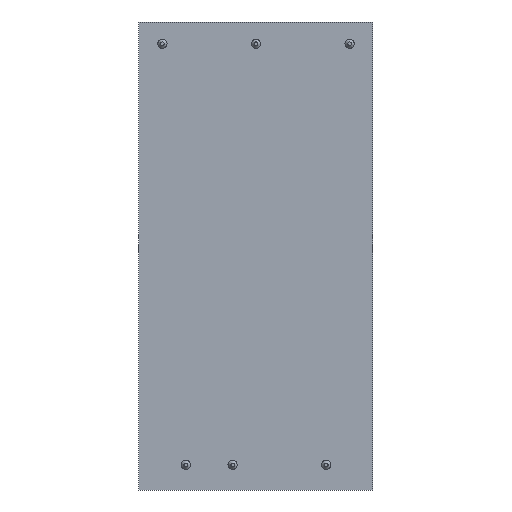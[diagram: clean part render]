
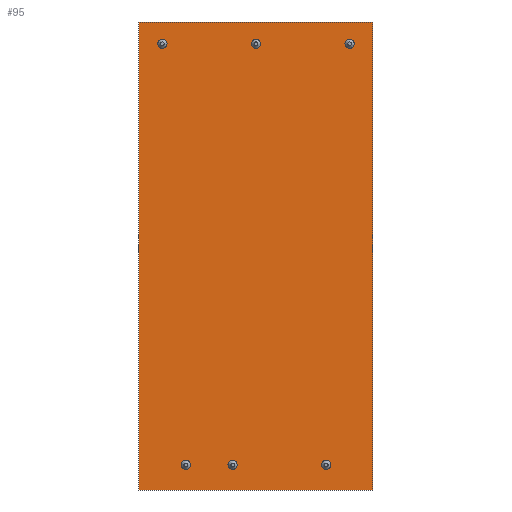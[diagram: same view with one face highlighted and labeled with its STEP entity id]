
A CAD part, front view. The second image highlights one B-rep face of the part: STEP entity #95.
In plain terms, the highlighted planar face has unit normal (0, -1, 0).
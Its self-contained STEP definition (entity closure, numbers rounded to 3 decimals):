
#95 = ADVANCED_FACE( '', ( #215, #216, #217, #218, #219, #220, #221 ), #222, .F. );
#215 = FACE_BOUND( '', #592, .T. );
#216 = FACE_BOUND( '', #593, .T. );
#217 = FACE_BOUND( '', #594, .T. );
#218 = FACE_OUTER_BOUND( '', #595, .T. );
#219 = FACE_BOUND( '', #596, .T. );
#220 = FACE_BOUND( '', #597, .T. );
#221 = FACE_BOUND( '', #598, .T. );
#222 = PLANE( '', #599 );
#592 = EDGE_LOOP( '', ( #1006 ) );
#593 = EDGE_LOOP( '', ( #1007 ) );
#594 = EDGE_LOOP( '', ( #1008 ) );
#595 = EDGE_LOOP( '', ( #1009, #1010, #1011, #1012 ) );
#596 = EDGE_LOOP( '', ( #1013 ) );
#597 = EDGE_LOOP( '', ( #1014 ) );
#598 = EDGE_LOOP( '', ( #1015 ) );
#599 = AXIS2_PLACEMENT_3D( '', #1016, #1017, #1018 );
#1006 = ORIENTED_EDGE( '', *, *, #1241, .F. );
#1007 = ORIENTED_EDGE( '', *, *, #1243, .F. );
#1008 = ORIENTED_EDGE( '', *, *, #1244, .F. );
#1009 = ORIENTED_EDGE( '', *, *, #1245, .F. );
#1010 = ORIENTED_EDGE( '', *, *, #1246, .F. );
#1011 = ORIENTED_EDGE( '', *, *, #1247, .F. );
#1012 = ORIENTED_EDGE( '', *, *, #1248, .F. );
#1013 = ORIENTED_EDGE( '', *, *, #1249, .F. );
#1014 = ORIENTED_EDGE( '', *, *, #1220, .F. );
#1015 = ORIENTED_EDGE( '', *, *, #1239, .F. );
#1016 = CARTESIAN_POINT( '', ( -12.7, 0., 25.4 ) );
#1017 = DIRECTION( '', ( 0., 1., 0. ) );
#1018 = DIRECTION( '', ( 0., 0., 1. ) );
#1220 = EDGE_CURVE( '', #1342, #1342, #1343, .F. );
#1239 = EDGE_CURVE( '', #1372, #1372, #1373, .F. );
#1241 = EDGE_CURVE( '', #1375, #1375, #1376, .F. );
#1243 = EDGE_CURVE( '', #1378, #1378, #1379, .F. );
#1244 = EDGE_CURVE( '', #1380, #1380, #1381, .F. );
#1245 = EDGE_CURVE( '', #1382, #1383, #1384, .T. );
#1246 = EDGE_CURVE( '', #1385, #1382, #1386, .T. );
#1247 = EDGE_CURVE( '', #1387, #1385, #1388, .T. );
#1248 = EDGE_CURVE( '', #1383, #1387, #1389, .T. );
#1249 = EDGE_CURVE( '', #1390, #1390, #1391, .F. );
#1342 = VERTEX_POINT( '', #1503 );
#1343 = CIRCLE( '', #1504, 0.5 );
#1372 = VERTEX_POINT( '', #1537 );
#1373 = CIRCLE( '', #1538, 0.5 );
#1375 = VERTEX_POINT( '', #1540 );
#1376 = CIRCLE( '', #1541, 0.5 );
#1378 = VERTEX_POINT( '', #1543 );
#1379 = CIRCLE( '', #1544, 0.5 );
#1380 = VERTEX_POINT( '', #1545 );
#1381 = CIRCLE( '', #1546, 0.5 );
#1382 = VERTEX_POINT( '', #1547 );
#1383 = VERTEX_POINT( '', #1548 );
#1384 = LINE( '', #1549, #1550 );
#1385 = VERTEX_POINT( '', #1551 );
#1386 = LINE( '', #1552, #1553 );
#1387 = VERTEX_POINT( '', #1554 );
#1388 = LINE( '', #1555, #1556 );
#1389 = LINE( '', #1557, #1558 );
#1390 = VERTEX_POINT( '', #1559 );
#1391 = CIRCLE( '', #1560, 0.5 );
#1503 = CARTESIAN_POINT( '', ( 7.62, 0., -22.18 ) );
#1504 = AXIS2_PLACEMENT_3D( '', #1678, #1679, #1680 );
#1537 = CARTESIAN_POINT( '', ( -7.62, 0., -22.18 ) );
#1538 = AXIS2_PLACEMENT_3D( '', #1706, #1707, #1708 );
#1540 = CARTESIAN_POINT( '', ( -2.54, 0., -22.18 ) );
#1541 = AXIS2_PLACEMENT_3D( '', #1709, #1710, #1711 );
#1543 = CARTESIAN_POINT( '', ( 10.16, 0., 23.54 ) );
#1544 = AXIS2_PLACEMENT_3D( '', #1712, #1713, #1714 );
#1545 = CARTESIAN_POINT( '', ( -10.16, 0., 23.54 ) );
#1546 = AXIS2_PLACEMENT_3D( '', #1715, #1716, #1717 );
#1547 = CARTESIAN_POINT( '', ( -12.7, 0., -25.4 ) );
#1548 = CARTESIAN_POINT( '', ( -12.7, 0., 25.4 ) );
#1549 = CARTESIAN_POINT( '', ( -12.7, 0., -25.4 ) );
#1550 = VECTOR( '', #1718, 1000. );
#1551 = CARTESIAN_POINT( '', ( 12.7, 0., -25.4 ) );
#1552 = CARTESIAN_POINT( '', ( -12.7, 0., -25.4 ) );
#1553 = VECTOR( '', #1719, 1000. );
#1554 = CARTESIAN_POINT( '', ( 12.7, 0., 25.4 ) );
#1555 = CARTESIAN_POINT( '', ( 12.7, 0., -25.4 ) );
#1556 = VECTOR( '', #1720, 1000. );
#1557 = CARTESIAN_POINT( '', ( -12.7, 0., 25.4 ) );
#1558 = VECTOR( '', #1721, 1000. );
#1559 = CARTESIAN_POINT( '', ( 0., 0., 23.54 ) );
#1560 = AXIS2_PLACEMENT_3D( '', #1722, #1723, #1724 );
#1678 = CARTESIAN_POINT( '', ( 7.62, 0., -22.68 ) );
#1679 = DIRECTION( '', ( 0., 1., 0. ) );
#1680 = DIRECTION( '', ( 0., 0., 1. ) );
#1706 = CARTESIAN_POINT( '', ( -7.62, 0., -22.68 ) );
#1707 = DIRECTION( '', ( 0., 1., 0. ) );
#1708 = DIRECTION( '', ( 0., 0., 1. ) );
#1709 = CARTESIAN_POINT( '', ( -2.54, 0., -22.68 ) );
#1710 = DIRECTION( '', ( 0., 1., 0. ) );
#1711 = DIRECTION( '', ( 0., 0., 1. ) );
#1712 = CARTESIAN_POINT( '', ( 10.16, 0., 23.04 ) );
#1713 = DIRECTION( '', ( 0., 1., 0. ) );
#1714 = DIRECTION( '', ( 0., 0., 1. ) );
#1715 = CARTESIAN_POINT( '', ( -10.16, 0., 23.04 ) );
#1716 = DIRECTION( '', ( 0., 1., 0. ) );
#1717 = DIRECTION( '', ( 0., 0., 1. ) );
#1718 = DIRECTION( '', ( 0., 0., 1. ) );
#1719 = DIRECTION( '', ( -1., 0., 0. ) );
#1720 = DIRECTION( '', ( 0., 0., -1. ) );
#1721 = DIRECTION( '', ( 1., 0., 0. ) );
#1722 = CARTESIAN_POINT( '', ( 0., 0., 23.04 ) );
#1723 = DIRECTION( '', ( 0., 1., 0. ) );
#1724 = DIRECTION( '', ( 0., 0., 1. ) );
